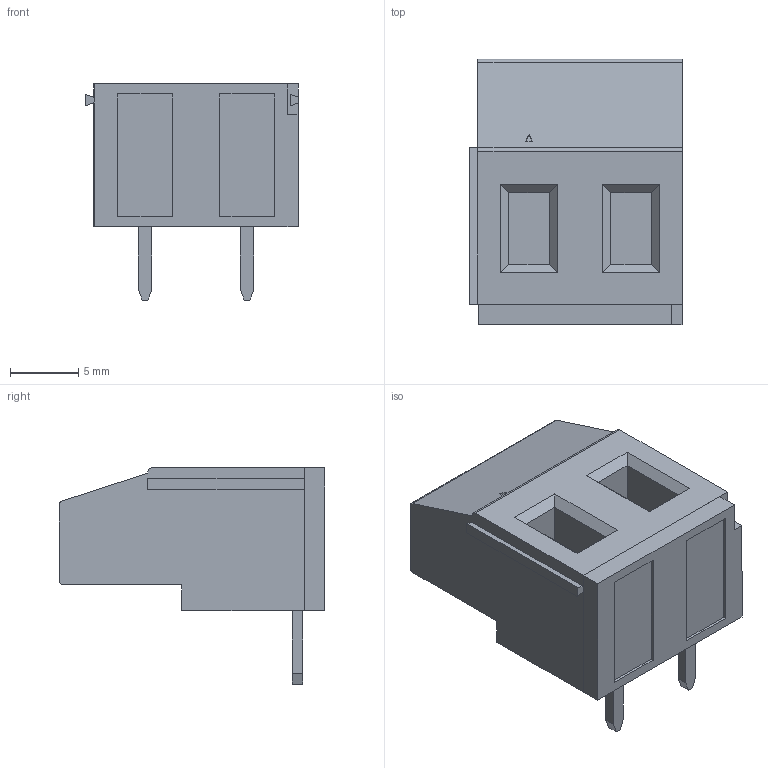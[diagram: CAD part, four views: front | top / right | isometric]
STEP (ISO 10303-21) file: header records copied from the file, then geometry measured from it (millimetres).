
FILE_DESCRIPTION (( 'STEP AP214' ), '1' );
FILE_NAME ('DG129R-7.5-02P-14-00AH.STEP', '2021-01-12T21:21:29', ( '' ), ( '' ), 'SwSTEP 2.0', 'SolidWorks 2020', '' );
FILE_SCHEMA (( 'AUTOMOTIVE_DESIGN' ));
Length unit declared in the file: millimetre
Products named in the file (1): DG129R-7.5-02P-14-00AH
Bounding box: 15.6 x 19.5 x 15.9 mm (x, y, z)
Volume: 2382.6 mm3; surface area: 1679.3 mm2
Topology: 1 solids, 1 shells, 422 faces, 1116 edges, 736 vertices
Faces by surface type: plane 234, bspline 157, cylinder 19, torus 10, cone 2
Entity records: 24127 total; most frequent: CARTESIAN_POINT 11112, ORIENTED_EDGE 2232, DIRECTION 1402, EDGE_CURVE 1116, VERTEX_POINT 736, LINE 726, VECTOR 726, EDGE_LOOP 462
